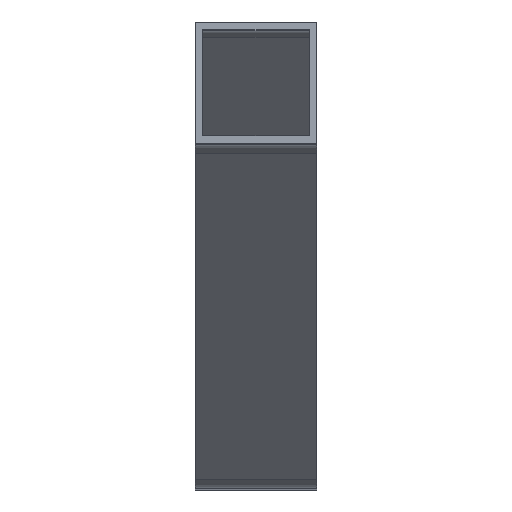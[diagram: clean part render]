
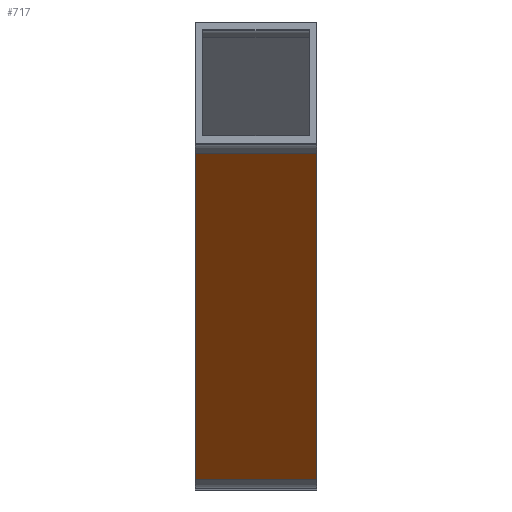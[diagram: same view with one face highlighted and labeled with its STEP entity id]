
A CAD part, top view. The second image highlights one B-rep face of the part: STEP entity #717.
In plain terms, the highlighted planar face has unit normal (0, -0.707, 0.707).
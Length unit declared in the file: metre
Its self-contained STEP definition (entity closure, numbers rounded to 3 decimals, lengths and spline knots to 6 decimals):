
#92=ORIENTED_EDGE('',*,*,#284,.T.);
#93=ORIENTED_EDGE('',*,*,#285,.F.);
#94=ORIENTED_EDGE('',*,*,#286,.F.);
#95=ORIENTED_EDGE('',*,*,#281,.T.);
#281=EDGE_CURVE('',#378,#376,#448,.T.);
#284=EDGE_CURVE('',#376,#380,#450,.T.);
#285=EDGE_CURVE('',#381,#380,#451,.T.);
#286=EDGE_CURVE('',#378,#381,#452,.T.);
#376=VERTEX_POINT('',#1094);
#378=VERTEX_POINT('',#1097);
#380=VERTEX_POINT('',#1103);
#381=VERTEX_POINT('',#1105);
#448=LINE('',#1096,#504);
#450=LINE('',#1102,#506);
#451=LINE('',#1104,#507);
#452=LINE('',#1106,#508);
#504=VECTOR('',#869,1.);
#506=VECTOR('',#875,1.);
#507=VECTOR('',#876,1.);
#508=VECTOR('',#877,1.);
#549=EDGE_LOOP('',(#92,#93,#94,#95));
#625=FACE_BOUND('',#549,.T.);
#698=PLANE('',#770);
#717=ADVANCED_FACE('',(#625),#698,.F.);
#770=AXIS2_PLACEMENT_3D('',#1101,#873,#874);
#869=DIRECTION('',(-1.,0.,0.));
#873=DIRECTION('',(0.,0.707,-0.707));
#874=DIRECTION('',(0.,0.707,0.707));
#875=DIRECTION('',(0.,-0.707,-0.707));
#876=DIRECTION('',(-1.,0.,0.));
#877=DIRECTION('',(0.,-0.707,-0.707));
#1094=CARTESIAN_POINT('',(0.,0.069982,0.222382));
#1096=CARTESIAN_POINT('',(0.0254,0.069982,0.222382));
#1097=CARTESIAN_POINT('',(0.0254,0.069982,0.222382));
#1101=CARTESIAN_POINT('',(0.0254,0.035921,0.188321));
#1102=CARTESIAN_POINT('',(0.,0.035921,0.188321));
#1103=CARTESIAN_POINT('',(0.,0.00186,0.15426));
#1104=CARTESIAN_POINT('',(0.0254,0.00186,0.15426));
#1105=CARTESIAN_POINT('',(0.0254,0.00186,0.15426));
#1106=CARTESIAN_POINT('',(0.0254,0.035921,0.188321));
